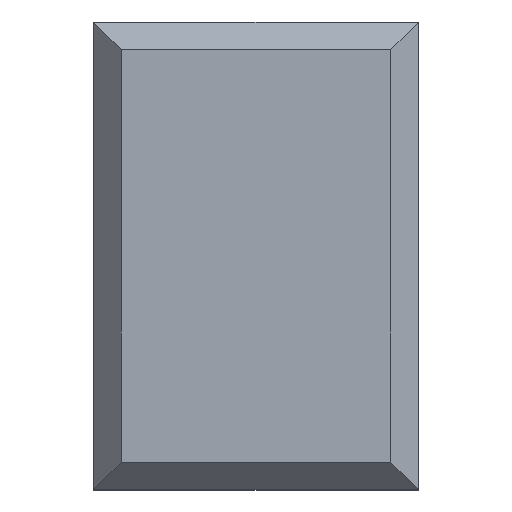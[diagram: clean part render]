
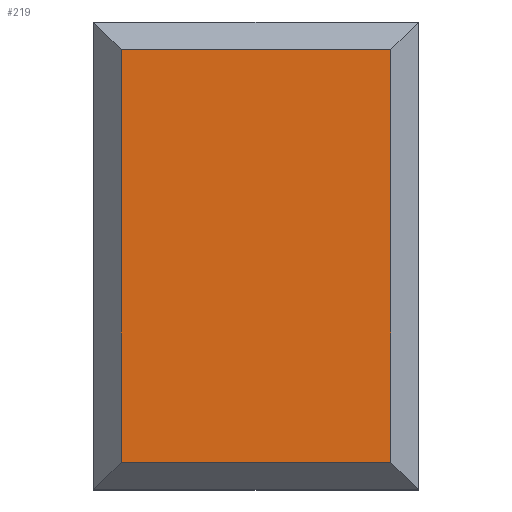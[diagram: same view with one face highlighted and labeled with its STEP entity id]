
A CAD part, top view. The second image highlights one B-rep face of the part: STEP entity #219.
In plain terms, the highlighted planar face has unit normal (0, 0, 1).
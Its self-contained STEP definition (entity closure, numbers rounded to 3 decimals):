
#21=FACE_OUTER_BOUND('',#35,.T.);
#35=EDGE_LOOP('',(#167,#168,#169,#170));
#43=LINE('',#317,#71);
#47=LINE('',#325,#75);
#50=LINE('',#331,#78);
#54=LINE('',#337,#82);
#71=VECTOR('',#259,10.);
#75=VECTOR('',#265,10.);
#78=VECTOR('',#270,10.);
#82=VECTOR('',#276,10.);
#99=VERTEX_POINT('',#315);
#100=VERTEX_POINT('',#316);
#103=VERTEX_POINT('',#324);
#105=VERTEX_POINT('',#330);
#115=EDGE_CURVE('',#99,#100,#43,.T.);
#119=EDGE_CURVE('',#100,#103,#47,.T.);
#122=EDGE_CURVE('',#103,#105,#50,.T.);
#126=EDGE_CURVE('',#105,#99,#54,.T.);
#167=ORIENTED_EDGE('',*,*,#115,.F.);
#168=ORIENTED_EDGE('',*,*,#126,.F.);
#169=ORIENTED_EDGE('',*,*,#122,.F.);
#170=ORIENTED_EDGE('',*,*,#119,.F.);
#205=PLANE('',#247);
#219=ADVANCED_FACE('',(#21),#205,.T.);
#247=AXIS2_PLACEMENT_3D('',#348,#286,#287);
#259=DIRECTION('',(0.,-1.,0.));
#265=DIRECTION('',(-1.,0.,0.));
#270=DIRECTION('',(0.,1.,0.));
#276=DIRECTION('',(1.,0.,0.));
#286=DIRECTION('center_axis',(0.,0.,1.));
#287=DIRECTION('ref_axis',(1.,0.,0.));
#315=CARTESIAN_POINT('',(0.49,0.75,0.85));
#316=CARTESIAN_POINT('',(0.49,-0.75,0.85));
#317=CARTESIAN_POINT('',(0.49,-0.425,0.85));
#324=CARTESIAN_POINT('',(-0.49,-0.75,0.85));
#325=CARTESIAN_POINT('',(-0.295,-0.75,0.85));
#330=CARTESIAN_POINT('',(-0.49,0.75,0.85));
#331=CARTESIAN_POINT('',(-0.49,0.425,0.85));
#337=CARTESIAN_POINT('',(0.295,0.75,0.85));
#348=CARTESIAN_POINT('Origin',(0.,0.,0.85));
